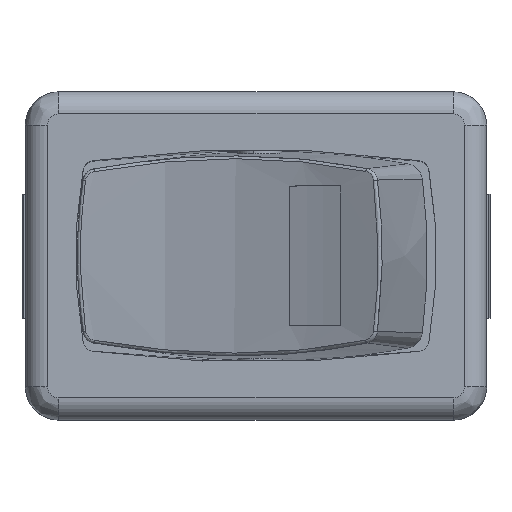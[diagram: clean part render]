
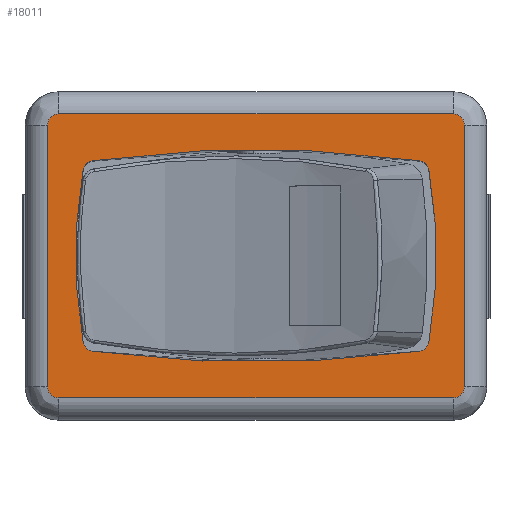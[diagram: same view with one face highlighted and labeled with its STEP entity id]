
A CAD part, top view. The second image highlights one B-rep face of the part: STEP entity #18011.
In plain terms, the highlighted planar face has unit normal (0, 0, 1).
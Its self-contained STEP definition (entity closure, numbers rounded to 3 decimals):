
#422=FACE_BOUND('',#3161,.T.);
#542=CIRCLE('',#18808,55.);
#544=CIRCLE('',#18811,0.5);
#546=CIRCLE('',#18814,22.);
#548=CIRCLE('',#18817,0.5);
#550=CIRCLE('',#18820,55.);
#552=CIRCLE('',#18823,0.5);
#554=CIRCLE('',#18826,22.);
#556=CIRCLE('',#18829,0.5);
#560=CIRCLE('',#18835,0.5);
#564=CIRCLE('',#18839,0.5);
#568=CIRCLE('',#18845,0.5);
#572=CIRCLE('',#18849,0.5);
#1155=PLANE('',#18855);
#2107=FACE_OUTER_BOUND('',#3160,.T.);
#3160=EDGE_LOOP('',(#16944,#16945,#16946,#16947,#16948,#16949,#16950,#16951));
#3161=EDGE_LOOP('',(#16952,#16953,#16954,#16955,#16956,#16957,#16958,#16959));
#5602=LINE('',#31632,#7444);
#5604=LINE('',#31668,#7446);
#5607=LINE('',#31675,#7449);
#5609=LINE('',#31706,#7451);
#7444=VECTOR('',#22269,11.8);
#7446=VECTOR('',#22289,17.8);
#7449=VECTOR('',#22296,17.8);
#7451=VECTOR('',#22312,11.8);
#9145=VERTEX_POINT('',#31582);
#9146=VERTEX_POINT('',#31584);
#9148=VERTEX_POINT('',#31590);
#9150=VERTEX_POINT('',#31596);
#9152=VERTEX_POINT('',#31602);
#9154=VERTEX_POINT('',#31608);
#9156=VERTEX_POINT('',#31614);
#9158=VERTEX_POINT('',#31620);
#9160=VERTEX_POINT('',#31629);
#9161=VERTEX_POINT('',#31631);
#9164=VERTEX_POINT('',#31646);
#9165=VERTEX_POINT('',#31659);
#9168=VERTEX_POINT('',#31666);
#9169=VERTEX_POINT('',#31671);
#9172=VERTEX_POINT('',#31686);
#9173=VERTEX_POINT('',#31699);
#11724=EDGE_CURVE('',#9146,#9145,#542,.T.);
#11727=EDGE_CURVE('',#9148,#9146,#544,.T.);
#11730=EDGE_CURVE('',#9150,#9148,#546,.T.);
#11733=EDGE_CURVE('',#9152,#9150,#548,.T.);
#11736=EDGE_CURVE('',#9154,#9152,#550,.T.);
#11739=EDGE_CURVE('',#9156,#9154,#552,.T.);
#11742=EDGE_CURVE('',#9158,#9156,#554,.T.);
#11745=EDGE_CURVE('',#9145,#9158,#556,.T.);
#11747=EDGE_CURVE('',#9160,#9161,#5602,.T.);
#11751=EDGE_CURVE('',#9164,#9160,#560,.T.);
#11755=EDGE_CURVE('',#9161,#9165,#564,.T.);
#11757=EDGE_CURVE('',#9168,#9164,#5604,.T.);
#11761=EDGE_CURVE('',#9165,#9169,#5607,.T.);
#11763=EDGE_CURVE('',#9172,#9168,#568,.T.);
#11767=EDGE_CURVE('',#9169,#9173,#572,.T.);
#11769=EDGE_CURVE('',#9173,#9172,#5609,.T.);
#16944=ORIENTED_EDGE('',*,*,#11747,.F.);
#16945=ORIENTED_EDGE('',*,*,#11751,.F.);
#16946=ORIENTED_EDGE('',*,*,#11757,.F.);
#16947=ORIENTED_EDGE('',*,*,#11763,.F.);
#16948=ORIENTED_EDGE('',*,*,#11769,.F.);
#16949=ORIENTED_EDGE('',*,*,#11767,.F.);
#16950=ORIENTED_EDGE('',*,*,#11761,.F.);
#16951=ORIENTED_EDGE('',*,*,#11755,.F.);
#16952=ORIENTED_EDGE('',*,*,#11724,.T.);
#16953=ORIENTED_EDGE('',*,*,#11745,.T.);
#16954=ORIENTED_EDGE('',*,*,#11742,.T.);
#16955=ORIENTED_EDGE('',*,*,#11739,.T.);
#16956=ORIENTED_EDGE('',*,*,#11736,.T.);
#16957=ORIENTED_EDGE('',*,*,#11733,.T.);
#16958=ORIENTED_EDGE('',*,*,#11730,.T.);
#16959=ORIENTED_EDGE('',*,*,#11727,.T.);
#18011=ADVANCED_FACE('',(#2107,#422),#1155,.T.);
#18808=AXIS2_PLACEMENT_3D('',#31585,#22212,#22213);
#18811=AXIS2_PLACEMENT_3D('',#31591,#22219,#22220);
#18814=AXIS2_PLACEMENT_3D('',#31597,#22226,#22227);
#18817=AXIS2_PLACEMENT_3D('',#31603,#22233,#22234);
#18820=AXIS2_PLACEMENT_3D('',#31609,#22240,#22241);
#18823=AXIS2_PLACEMENT_3D('',#31615,#22247,#22248);
#18826=AXIS2_PLACEMENT_3D('',#31621,#22254,#22255);
#18829=AXIS2_PLACEMENT_3D('',#31625,#22261,#22262);
#18835=AXIS2_PLACEMENT_3D('',#31648,#22275,#22276);
#18839=AXIS2_PLACEMENT_3D('',#31663,#22283,#22284);
#18845=AXIS2_PLACEMENT_3D('',#31688,#22299,#22300);
#18849=AXIS2_PLACEMENT_3D('',#31703,#22307,#22308);
#18855=AXIS2_PLACEMENT_3D('',#31716,#22326,#22327);
#22212=DIRECTION('center_axis',(0.,0.,-1.));
#22213=DIRECTION('ref_axis',(-0.134,-0.991,0.));
#22219=DIRECTION('center_axis',(0.,0.,-1.));
#22220=DIRECTION('ref_axis',(0.134,-0.991,0.));
#22226=DIRECTION('center_axis',(0.,0.,-1.));
#22227=DIRECTION('ref_axis',(0.984,-0.177,0.));
#22233=DIRECTION('center_axis',(0.,0.,-1.));
#22234=DIRECTION('ref_axis',(0.984,0.177,0.));
#22240=DIRECTION('center_axis',(0.,0.,-1.));
#22241=DIRECTION('ref_axis',(0.134,0.991,0.));
#22247=DIRECTION('center_axis',(0.,0.,-1.));
#22248=DIRECTION('ref_axis',(-0.134,0.991,0.));
#22254=DIRECTION('center_axis',(0.,0.,-1.));
#22255=DIRECTION('ref_axis',(-0.984,0.177,0.));
#22261=DIRECTION('center_axis',(0.,0.,-1.));
#22262=DIRECTION('ref_axis',(-0.984,-0.177,0.));
#22269=DIRECTION('',(0.,1.,0.));
#22275=DIRECTION('center_axis',(0.,0.,-1.));
#22276=DIRECTION('ref_axis',(-0.707,-0.707,0.));
#22283=DIRECTION('center_axis',(0.,0.,-1.));
#22284=DIRECTION('ref_axis',(-0.707,0.707,0.));
#22289=DIRECTION('',(-1.,0.,0.));
#22296=DIRECTION('',(1.,0.,0.));
#22299=DIRECTION('center_axis',(0.,0.,-1.));
#22300=DIRECTION('ref_axis',(0.707,-0.707,0.));
#22307=DIRECTION('center_axis',(0.,0.,-1.));
#22308=DIRECTION('ref_axis',(0.707,0.707,0.));
#22312=DIRECTION('',(0.,-1.,0.));
#22326=DIRECTION('center_axis',(0.,0.,1.));
#22327=DIRECTION('ref_axis',(1.,0.,0.));
#31582=CARTESIAN_POINT('',(7.367,4.295,16.));
#31584=CARTESIAN_POINT('',(-7.367,4.295,16.));
#31585=CARTESIAN_POINT('Origin',(0.,-50.209,16.));
#31590=CARTESIAN_POINT('',(-7.792,3.888,16.));
#31591=CARTESIAN_POINT('Origin',(-7.3,3.8,16.));
#31596=CARTESIAN_POINT('',(-7.792,-3.888,16.));
#31597=CARTESIAN_POINT('Origin',(13.862,0.,16.));
#31602=CARTESIAN_POINT('',(-7.367,-4.295,16.));
#31603=CARTESIAN_POINT('Origin',(-7.3,-3.8,16.));
#31608=CARTESIAN_POINT('',(7.367,-4.295,16.));
#31609=CARTESIAN_POINT('Origin',(0.,50.209,16.));
#31614=CARTESIAN_POINT('',(7.792,-3.888,16.));
#31615=CARTESIAN_POINT('Origin',(7.3,-3.8,16.));
#31620=CARTESIAN_POINT('',(7.792,3.888,16.));
#31621=CARTESIAN_POINT('Origin',(-13.862,0.,16.));
#31625=CARTESIAN_POINT('Origin',(7.3,3.8,16.));
#31629=CARTESIAN_POINT('',(-9.4,-5.9,16.));
#31631=CARTESIAN_POINT('',(-9.4,5.9,16.));
#31632=CARTESIAN_POINT('',(-9.4,-5.9,16.));
#31646=CARTESIAN_POINT('',(-8.9,-6.4,16.));
#31648=CARTESIAN_POINT('Origin',(-8.9,-5.9,16.));
#31659=CARTESIAN_POINT('',(-8.9,6.4,16.));
#31663=CARTESIAN_POINT('Origin',(-8.9,5.9,16.));
#31666=CARTESIAN_POINT('',(8.9,-6.4,16.));
#31668=CARTESIAN_POINT('',(8.9,-6.4,16.));
#31671=CARTESIAN_POINT('',(8.9,6.4,16.));
#31675=CARTESIAN_POINT('',(-8.9,6.4,16.));
#31686=CARTESIAN_POINT('',(9.4,-5.9,16.));
#31688=CARTESIAN_POINT('Origin',(8.9,-5.9,16.));
#31699=CARTESIAN_POINT('',(9.4,5.9,16.));
#31703=CARTESIAN_POINT('Origin',(8.9,5.9,16.));
#31706=CARTESIAN_POINT('',(9.4,5.9,16.));
#31716=CARTESIAN_POINT('Origin',(-10.34,-7.04,16.));
